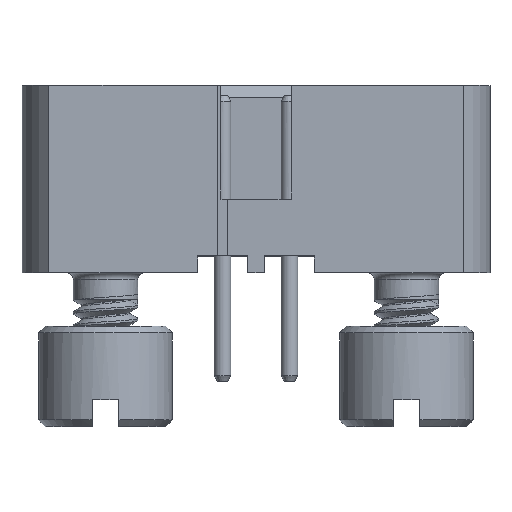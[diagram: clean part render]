
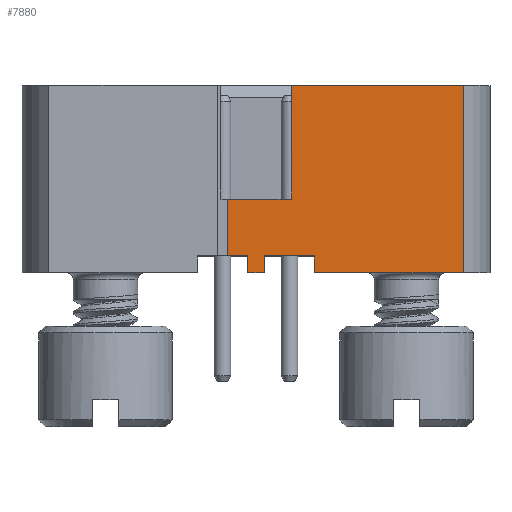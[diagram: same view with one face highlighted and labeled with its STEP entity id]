
A CAD part, top view. The second image highlights one B-rep face of the part: STEP entity #7880.
In plain terms, the highlighted planar face has unit normal (0, 0, 1).
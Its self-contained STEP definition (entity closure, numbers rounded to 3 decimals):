
#1260=EDGE_CURVE('',#3688,#3685,#3689,.T.);
#1386=EDGE_CURVE('',#3859,#3862,#3863,.T.);
#1476=EDGE_CURVE('',#3862,#3982,#3983,.T.);
#1510=EDGE_CURVE('',#4024,#4025,#4026,.T.);
#1512=EDGE_CURVE('',#4028,#4024,#4029,.T.);
#1514=EDGE_CURVE('',#4031,#4028,#4032,.T.);
#1516=EDGE_CURVE('',#4034,#4031,#4035,.T.);
#1518=EDGE_CURVE('',#3982,#4034,#4037,.T.);
#1520=EDGE_CURVE('',#3688,#3859,#4039,.T.);
#1522=EDGE_CURVE('',#3685,#4041,#4042,.T.);
#1524=EDGE_CURVE('',#4041,#4044,#4045,.T.);
#1526=EDGE_CURVE('',#4044,#4025,#4047,.T.);
#3685=VERTEX_POINT('',#6898);
#3688=VERTEX_POINT('',#6903);
#3689=LINE('',#6904,#6905);
#3859=VERTEX_POINT('',#7177);
#3862=VERTEX_POINT('',#7182);
#3863=LINE('',#7183,#7184);
#3982=VERTEX_POINT('',#7377);
#3983=LINE('',#7378,#7379);
#4024=VERTEX_POINT('',#7453);
#4025=VERTEX_POINT('',#7454);
#4026=LINE('',#7455,#7456);
#4028=VERTEX_POINT('',#7459);
#4029=LINE('',#7460,#7461);
#4031=VERTEX_POINT('',#7464);
#4032=LINE('',#7465,#7466);
#4034=VERTEX_POINT('',#7469);
#4035=LINE('',#7470,#7471);
#4037=LINE('',#7474,#7475);
#4039=LINE('',#7478,#7479);
#4041=VERTEX_POINT('',#7482);
#4042=LINE('',#7483,#7484);
#4044=VERTEX_POINT('',#7487);
#4045=LINE('',#7488,#7489);
#4047=LINE('',#7492,#7493);
#6898=CARTESIAN_POINT('',(1.05,3.4,2.775));
#6903=CARTESIAN_POINT('',(6.2,3.4,2.775));
#6904=CARTESIAN_POINT('',(6.2,3.4,2.775));
#6905=VECTOR('',#19687,5.15);
#7177=CARTESIAN_POINT('',(6.2,-2.2,2.775));
#7182=CARTESIAN_POINT('',(1.75,-2.2,2.775));
#7183=CARTESIAN_POINT('',(6.2,-2.2,2.775));
#7184=VECTOR('',#19792,4.45);
#7377=CARTESIAN_POINT('',(1.75,-1.7,2.775));
#7378=CARTESIAN_POINT('',(1.75,-2.2,2.775));
#7379=VECTOR('',#19867,0.5);
#7453=CARTESIAN_POINT('',(-0.25,-1.7,2.775));
#7454=CARTESIAN_POINT('',(-0.85,-1.7,2.775));
#7455=CARTESIAN_POINT('',(-0.25,-1.7,2.775));
#7456=VECTOR('',#19884,0.6);
#7459=CARTESIAN_POINT('',(-0.25,-2.2,2.775));
#7460=CARTESIAN_POINT('',(-0.25,-2.2,2.775));
#7461=VECTOR('',#19885,0.5);
#7464=CARTESIAN_POINT('',(0.25,-2.2,2.775));
#7465=CARTESIAN_POINT('',(0.25,-2.2,2.775));
#7466=VECTOR('',#19886,0.5);
#7469=CARTESIAN_POINT('',(0.25,-1.7,2.775));
#7470=CARTESIAN_POINT('',(0.25,-1.7,2.775));
#7471=VECTOR('',#19887,0.5);
#7474=CARTESIAN_POINT('',(1.75,-1.7,2.775));
#7475=VECTOR('',#19888,1.5);
#7478=CARTESIAN_POINT('',(6.2,3.4,2.775));
#7479=VECTOR('',#19889,5.6);
#7482=CARTESIAN_POINT('',(1.05,0.0,2.775));
#7483=CARTESIAN_POINT('',(1.05,3.4,2.775));
#7484=VECTOR('',#19890,3.4);
#7487=CARTESIAN_POINT('',(-0.85,0.0,2.775));
#7488=CARTESIAN_POINT('',(1.05,0.0,2.775));
#7489=VECTOR('',#19891,1.9);
#7492=CARTESIAN_POINT('',(-0.85,0.0,2.775));
#7493=VECTOR('',#19892,1.7);
#7880=ADVANCED_FACE('',(#20112),#20113,.T.);
#19687=DIRECTION('',(-1.0,0.0,0.0));
#19792=DIRECTION('',(-1.0,0.0,0.0));
#19867=DIRECTION('',(0.0,1.0,0.0));
#19884=DIRECTION('',(-1.0,0.0,0.0));
#19885=DIRECTION('',(0.0,1.0,0.0));
#19886=DIRECTION('',(-1.0,0.0,0.0));
#19887=DIRECTION('',(0.0,-1.0,0.0));
#19888=DIRECTION('',(-1.0,0.0,0.0));
#19889=DIRECTION('',(0.0,-1.0,0.0));
#19890=DIRECTION('',(0.0,-1.0,0.0));
#19891=DIRECTION('',(-1.0,0.0,0.0));
#19892=DIRECTION('',(0.0,-1.0,0.0));
#20112=FACE_OUTER_BOUND('',#22179,.T.);
#20113=PLANE('',#22180);
#22179=EDGE_LOOP('',(#30272,#30273,#30274,#30275,#30276,#30277,#30278,#30279,#30280,#30281,#30282,#30283));
#22180=AXIS2_PLACEMENT_3D('',#30284,#30285,#30286);
#30272=ORIENTED_EDGE('',*,*,#1510,.F.);
#30273=ORIENTED_EDGE('',*,*,#1512,.F.);
#30274=ORIENTED_EDGE('',*,*,#1514,.F.);
#30275=ORIENTED_EDGE('',*,*,#1516,.F.);
#30276=ORIENTED_EDGE('',*,*,#1518,.F.);
#30277=ORIENTED_EDGE('',*,*,#1476,.F.);
#30278=ORIENTED_EDGE('',*,*,#1386,.F.);
#30279=ORIENTED_EDGE('',*,*,#1520,.F.);
#30280=ORIENTED_EDGE('',*,*,#1260,.T.);
#30281=ORIENTED_EDGE('',*,*,#1522,.T.);
#30282=ORIENTED_EDGE('',*,*,#1524,.T.);
#30283=ORIENTED_EDGE('',*,*,#1526,.T.);
#30284=CARTESIAN_POINT('',(6.2,3.4,2.775));
#30285=DIRECTION('',(0.0,0.0,1.0));
#30286=DIRECTION('',(1.0,0.0,0.0));
